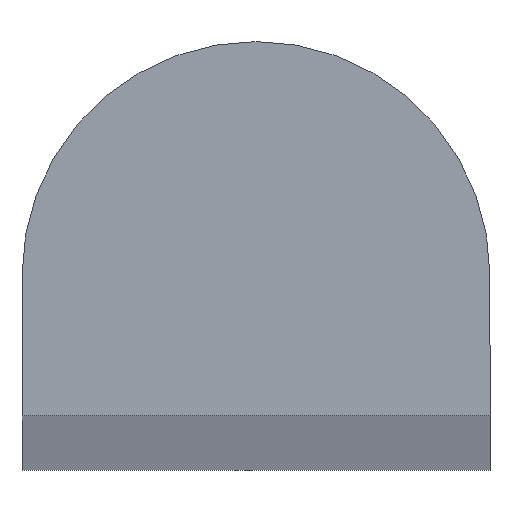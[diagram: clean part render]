
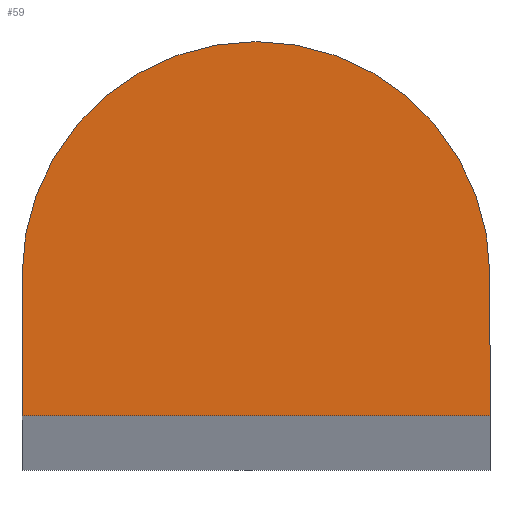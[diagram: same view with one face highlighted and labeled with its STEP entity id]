
A CAD part, top view. The second image highlights one B-rep face of the part: STEP entity #59.
In plain terms, the highlighted planar face has unit normal (0, 0, 1).
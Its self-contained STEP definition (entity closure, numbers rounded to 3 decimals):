
#8 = FACE_OUTER_BOUND ( 'NONE', #181, .T. ) ;
#17 = VECTOR ( 'NONE', #188, 1000. ) ;
#21 = VECTOR ( 'NONE', #101, 1000. ) ;
#28 = AXIS2_PLACEMENT_3D ( 'NONE', #204, #231, #230 ) ;
#43 = AXIS2_PLACEMENT_3D ( 'NONE', #174, #178, #177 ) ;
#50 = VECTOR ( 'NONE', #191, 1000. ) ;
#58 = EDGE_CURVE ( 'NONE', #221, #215, #219, .T. ) ;
#59 = ADVANCED_FACE ( 'NONE', ( #8 ), #175, .T. ) ;
#62 = EDGE_CURVE ( 'NONE', #217, #214, #183, .T. ) ;
#69 = CIRCLE ( 'NONE', #28, 7.5 ) ;
#71 = EDGE_CURVE ( 'NONE', #214, #221, #69, .T. ) ;
#86 = EDGE_CURVE ( 'NONE', #215, #217, #103, .T. ) ;
#95 = CARTESIAN_POINT ( 'NONE',  ( 7.5, 0., 500. ) ) ;
#97 = CARTESIAN_POINT ( 'NONE',  ( -7.5, 0., 500. ) ) ;
#99 = CARTESIAN_POINT ( 'NONE',  ( 7.5, 4.5, 500. ) ) ;
#101 = DIRECTION ( 'NONE',  ( 1., 0., 0. ) ) ;
#102 = CARTESIAN_POINT ( 'NONE',  ( -7.5, 0., 500. ) ) ;
#103 = LINE ( 'NONE', #102, #21 ) ;
#149 = CARTESIAN_POINT ( 'NONE',  ( -7.5, 4.5, 500. ) ) ;
#169 = ORIENTED_EDGE ( 'NONE', *, *, #62, .T. ) ;
#174 = CARTESIAN_POINT ( 'NONE',  ( 0., 4.5, 500. ) ) ;
#175 = PLANE ( 'NONE',  #43 ) ;
#177 = DIRECTION ( 'NONE',  ( 1., 0., 0. ) ) ;
#178 = DIRECTION ( 'NONE',  ( 0., 0., 1. ) ) ;
#180 = CARTESIAN_POINT ( 'NONE',  ( -7.5, 0., 500. ) ) ;
#181 = EDGE_LOOP ( 'NONE', ( #200, #223, #169, #199 ) ) ;
#183 = LINE ( 'NONE', #185, #50 ) ;
#185 = CARTESIAN_POINT ( 'NONE',  ( 7.5, 0., 500. ) ) ;
#188 = DIRECTION ( 'NONE',  ( 0., -1., 0. ) ) ;
#191 = DIRECTION ( 'NONE',  ( 0., 1., 0. ) ) ;
#199 = ORIENTED_EDGE ( 'NONE', *, *, #71, .T. ) ;
#200 = ORIENTED_EDGE ( 'NONE', *, *, #58, .T. ) ;
#204 = CARTESIAN_POINT ( 'NONE',  ( 0., 4.5, 500. ) ) ;
#214 = VERTEX_POINT ( 'NONE', #99 ) ;
#215 = VERTEX_POINT ( 'NONE', #97 ) ;
#217 = VERTEX_POINT ( 'NONE', #95 ) ;
#219 = LINE ( 'NONE', #180, #17 ) ;
#221 = VERTEX_POINT ( 'NONE', #149 ) ;
#223 = ORIENTED_EDGE ( 'NONE', *, *, #86, .T. ) ;
#230 = DIRECTION ( 'NONE',  ( 1., 0., 0. ) ) ;
#231 = DIRECTION ( 'NONE',  ( 0., 0., 1. ) ) ;
